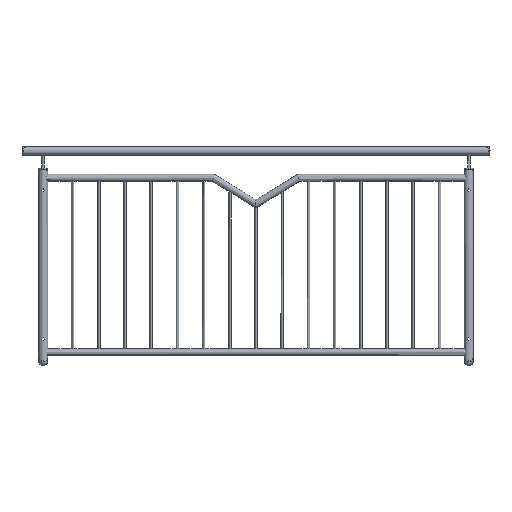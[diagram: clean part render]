
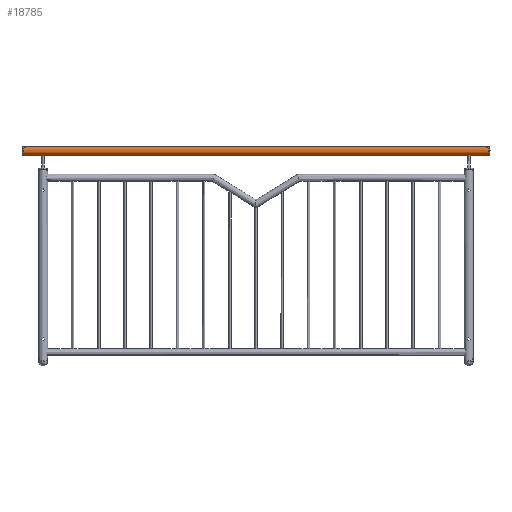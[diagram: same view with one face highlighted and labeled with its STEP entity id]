
A CAD part, top view. The second image highlights one B-rep face of the part: STEP entity #18785.
In plain terms, the highlighted cylindrical face has radius 21.2 mm (diameter 42.4 mm), a full revolution.
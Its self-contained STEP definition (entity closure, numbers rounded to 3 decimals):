
#151 = EDGE_CURVE ( 'NONE', #50850, #50850, #67591, .T. ) ;
#1679 = CARTESIAN_POINT ( 'NONE',  ( 1093., 0., -21.2 ) ) ;
#3533 = DIRECTION ( 'NONE',  ( 1., 0., 0. ) ) ;
#4304 = CIRCLE ( 'NONE', #67860, 21.2 ) ;
#10784 = EDGE_LOOP ( 'NONE', ( #42681 ) ) ;
#13433 = CARTESIAN_POINT ( 'NONE',  ( -1093., 0., 0. ) ) ;
#18785 = ADVANCED_FACE ( 'NONE', ( #87203, #117691 ), #122392, .T. ) ;
#27974 = AXIS2_PLACEMENT_3D ( 'NONE', #103846, #84540, #115935 ) ;
#34017 = DIRECTION ( 'NONE',  ( 0., 0., -1. ) ) ;
#39082 = VERTEX_POINT ( 'NONE', #1679 ) ;
#42681 = ORIENTED_EDGE ( 'NONE', *, *, #151, .T. ) ;
#46649 = EDGE_CURVE ( 'NONE', #39082, #39082, #4304, .T. ) ;
#50850 = VERTEX_POINT ( 'NONE', #124029 ) ;
#54255 = DIRECTION ( 'NONE',  ( 0., 0., -1. ) ) ;
#65035 = DIRECTION ( 'NONE',  ( 1., 0., 0. ) ) ;
#67591 = CIRCLE ( 'NONE', #104182, 21.2 ) ;
#67860 = AXIS2_PLACEMENT_3D ( 'NONE', #86550, #65035, #54255 ) ;
#80601 = ORIENTED_EDGE ( 'NONE', *, *, #46649, .F. ) ;
#84540 = DIRECTION ( 'NONE',  ( -1., 0., 0. ) ) ;
#86550 = CARTESIAN_POINT ( 'NONE',  ( 1093., 0., 0. ) ) ;
#87203 = FACE_OUTER_BOUND ( 'NONE', #118120, .T. ) ;
#103846 = CARTESIAN_POINT ( 'NONE',  ( 1093., 0., 0. ) ) ;
#104182 = AXIS2_PLACEMENT_3D ( 'NONE', #13433, #3533, #34017 ) ;
#115935 = DIRECTION ( 'NONE',  ( 0., 0., 1. ) ) ;
#117691 = FACE_OUTER_BOUND ( 'NONE', #10784, .T. ) ;
#118120 = EDGE_LOOP ( 'NONE', ( #80601 ) ) ;
#122392 = CYLINDRICAL_SURFACE ( 'NONE', #27974, 21.2 ) ;
#124029 = CARTESIAN_POINT ( 'NONE',  ( -1093., 0., -21.2 ) ) ;
